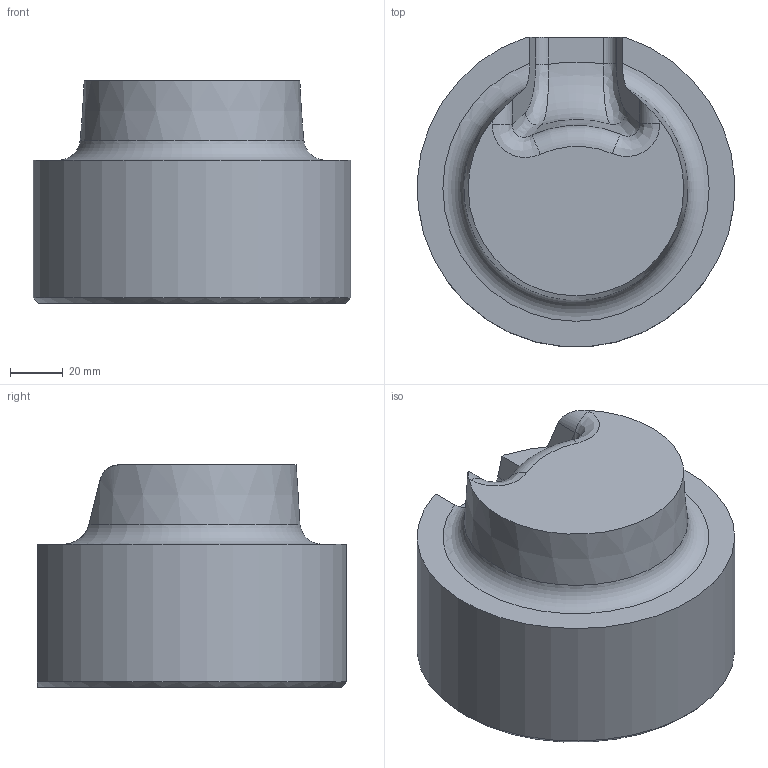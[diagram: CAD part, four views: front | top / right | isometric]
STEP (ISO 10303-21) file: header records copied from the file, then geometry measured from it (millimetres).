
FILE_DESCRIPTION((''),'2;1');
FILE_NAME('FLZ','2018-07-20T',('Administrator'),(''),'CREO PARAMETRIC BY PTC INC, 2014190','CREO PARAMETRIC BY PTC INC, 2014190','');
FILE_SCHEMA(('CONFIG_CONTROL_DESIGN'));
Length unit declared in the file: millimetre
Products named in the file (1): FLZ
Bounding box: 119.82 x 116.78 x 84 mm (x, y, z)
Volume: 742412.5 mm3; surface area: 49390.6 mm2
Topology: 1 solids, 1 shells, 24 faces, 58 edges, 36 vertices
Faces by surface type: plane 7, bspline 6, cylinder 5, cone 3, torus 3
Entity records: 1102 total; most frequent: CARTESIAN_POINT 548, ORIENTED_EDGE 116, DIRECTION 94, EDGE_CURVE 58, AXIS2_PLACEMENT_3D 38, VERTEX_POINT 36, EDGE_LOOP 24, FACE_OUTER_BOUND 24
